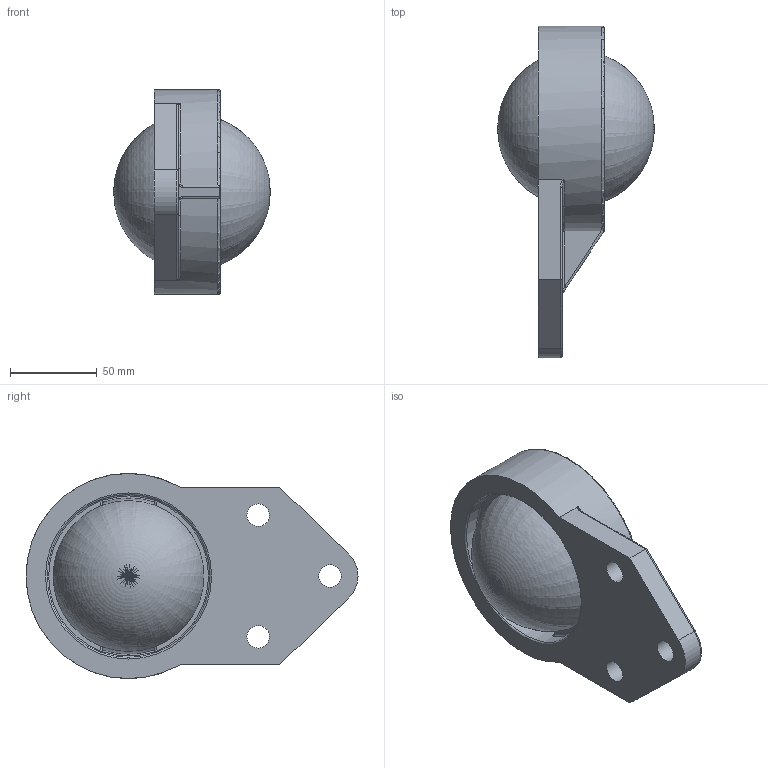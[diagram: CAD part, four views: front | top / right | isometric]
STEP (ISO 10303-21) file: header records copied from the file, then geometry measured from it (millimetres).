
FILE_DESCRIPTION(/* description */ ('Alibre Inc.'),/* implementation_level */ '2;1');
FILE_NAME(/* name */ 'export-BB8ABCF4-0D8E-4F6B-AB3A-7F6D29F9C8C8',/* time_stamp */ '2020-05-29T10:44:46-07:00',/* author */ (''),/* organization */ (''),/* preprocessor_version */ 'ST-DEVELOPER v17',/* originating_system */ 'Alibre',/* authorisation */ '');
FILE_SCHEMA (('CONFIG_CONTROL_DESIGN'));
Length unit declared in the file: inch
Bounding box: 90 x 191 x 118 mm (x, y, z)
Volume: 348475.7 mm3; surface area: 189173.2 mm2
Topology: 17 solids, 18 shells, 143 faces, 344 edges, 212 vertices
Faces by surface type: cylinder 47, plane 46, torus 18, sphere 16, bspline 10, cone 6
Full cylindrical faces by diameter (mm): 8.382 x4, 13 x3, 47.625 x1, 61.722 x4, 62.23 x2, 81.28 x4, 89.741 x1, 93.741 x1, 100.1 x1
Entity records: 5617 total; most frequent: CARTESIAN_POINT 2295, DIRECTION 506, ORIENTED_EDGE 464, AXIS2_PLACEMENT_3D 241, EDGE_CURVE 232, FACE_BOUND 190, EDGE_LOOP 180, VERTEX_POINT 172
